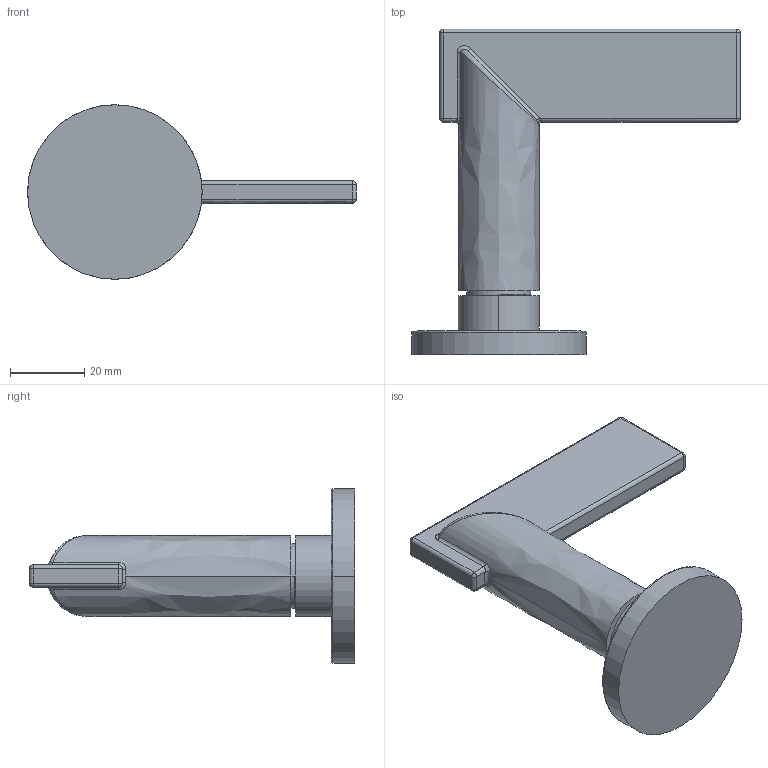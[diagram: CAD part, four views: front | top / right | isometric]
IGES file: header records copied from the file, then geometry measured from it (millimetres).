
Start section:  PTC IGES file: 3-608.igs
Global section: file name: 3-608.igs; native system: Creo Parametric by PTC Inc.; preprocessor: 2018400; author: jinson.thomas; organization: Unknown; date: 20210104.150351; units: inch
Bounding box: 88.52 x 87.63 x 46.99 mm (x, y, z)
Volume: 46591.3 mm3; surface area: 13553.3 mm2
Topology: 1 solids, 1 shells, 63 faces, 136 edges, 78 vertices
Faces by surface type: revolution 38, bspline 25
